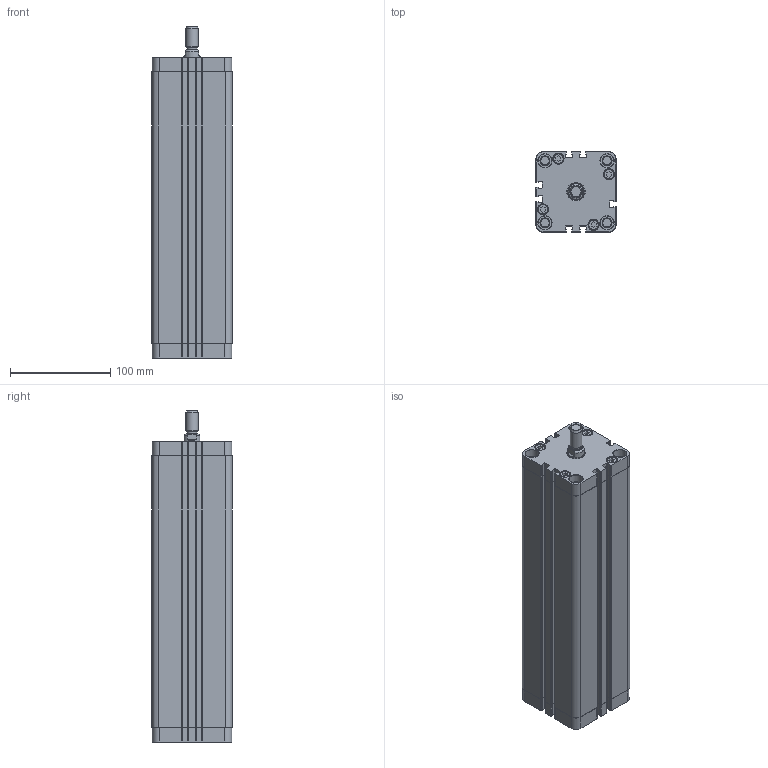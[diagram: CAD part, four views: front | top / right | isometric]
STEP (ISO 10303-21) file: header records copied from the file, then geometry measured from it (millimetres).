
FILE_DESCRIPTION((''),'2;1');
FILE_NAME('ADM063.250.GS.M.stp','2014-04-10T14:34:21',('carlo.corazza'),(''),'Autodesk Inventor 2012','Autodesk Inventor 2012','');
FILE_SCHEMA(('AUTOMOTIVE_DESIGN { 1 0 10303 214 1 1 1 1 }'));
Length unit declared in the file: millimetre
Products named in the file (5): ADM063..GS.M; CORPO-250; STELO-250; TA; TP
Assembly tree (4 placements, depth 2):
  ADM063..GS.M
    CORPO-250
    STELO-250
    TA
    TP
Bounding box: 80 x 80 x 331.5 mm (x, y, z)
Volume: 1018272.6 mm3; surface area: 228724.5 mm2
Topology: 4 solids, 13 shells, 597 faces, 1556 edges, 1013 vertices
Faces by surface type: plane 284, cylinder 232, cone 60, torus 21
Full cylindrical faces by diameter (mm): 6.647 x1, 7.1 x8, 8 x1, 8.376 x8, 8.566 x2, 9.8 x8, 10 x1, 10.5 x8, 12 x1, 13.5 x8, 16 x1, 16.54 x1, 17.7 x1, 18 x1, 20.5 x1, 63 x1
Entity records: 18488 total; most frequent: DIRECTION 3156, CARTESIAN_POINT 3126, ORIENTED_EDGE 2820, EDGE_CURVE 1410, AXIS2_PLACEMENT_3D 1144, VERTEX_POINT 1000, VECTOR 868, LINE 868
